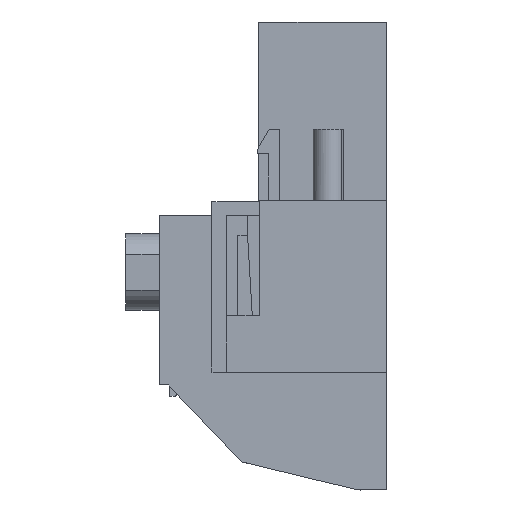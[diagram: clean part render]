
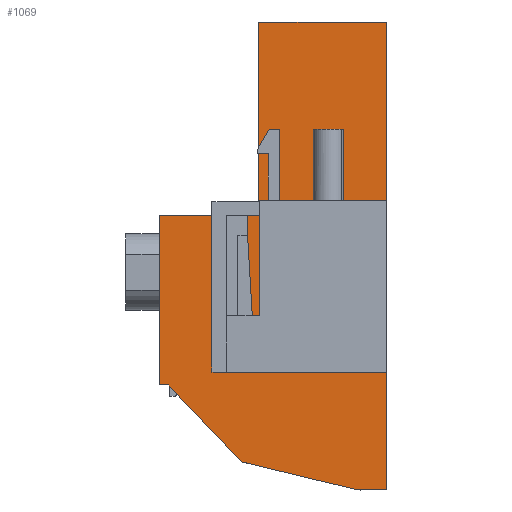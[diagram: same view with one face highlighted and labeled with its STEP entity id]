
A CAD part, left-side view. The second image highlights one B-rep face of the part: STEP entity #1069.
In plain terms, the highlighted planar face has unit normal (-1, 0, 0).
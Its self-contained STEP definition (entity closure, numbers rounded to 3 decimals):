
#993=AXIS2_PLACEMENT_3D('Plane Axis2P3D',#990,#991,#992) ;
#180=CARTESIAN_POINT('Vertex',(7.62,0.,0.)) ;
#183=CARTESIAN_POINT('Line Origine',(7.62,1.25,0.)) ;
#187=CARTESIAN_POINT('Vertex',(7.62,2.5,0.)) ;
#380=CARTESIAN_POINT('Line Origine',(7.62,7.675,1.25)) ;
#384=CARTESIAN_POINT('Vertex',(7.62,12.85,2.5)) ;
#568=CARTESIAN_POINT('Vertex',(7.62,0.,41.45)) ;
#571=CARTESIAN_POINT('Line Origine',(7.62,0.,33.55)) ;
#575=CARTESIAN_POINT('Vertex',(7.62,0.,25.65)) ;
#582=CARTESIAN_POINT('Vertex',(7.62,0.,12.13)) ;
#585=CARTESIAN_POINT('Line Origine',(7.62,0.,6.065)) ;
#990=CARTESIAN_POINT('Axis2P3D Location',(7.62,0.,41.45)) ;
#995=CARTESIAN_POINT('Line Origine',(7.62,5.625,12.13)) ;
#999=CARTESIAN_POINT('Vertex',(7.62,11.25,12.13)) ;
#1002=CARTESIAN_POINT('Line Origine',(7.62,11.25,18.89)) ;
#1006=CARTESIAN_POINT('Vertex',(7.62,11.25,25.65)) ;
#1009=CARTESIAN_POINT('Line Origine',(7.62,5.625,25.65)) ;
#1014=CARTESIAN_POINT('Line Origine',(7.62,5.65,41.45)) ;
#1018=CARTESIAN_POINT('Vertex',(7.62,11.3,41.45)) ;
#1021=CARTESIAN_POINT('Line Origine',(7.62,11.3,32.875)) ;
#1025=CARTESIAN_POINT('Vertex',(7.62,11.3,24.3)) ;
#1028=CARTESIAN_POINT('Line Origine',(7.62,15.7,24.3)) ;
#1032=CARTESIAN_POINT('Vertex',(7.62,20.1,24.3)) ;
#1035=CARTESIAN_POINT('Line Origine',(7.62,20.1,16.8)) ;
#1039=CARTESIAN_POINT('Vertex',(7.62,20.1,9.3)) ;
#1042=CARTESIAN_POINT('Line Origine',(7.62,19.7,9.3)) ;
#1046=CARTESIAN_POINT('Vertex',(7.62,19.3,9.3)) ;
#1049=CARTESIAN_POINT('Line Origine',(7.62,16.075,5.9)) ;
#184=DIRECTION('Vector Direction',(0.,-1.,0.)) ;
#381=DIRECTION('Vector Direction',(0.,-0.972,-0.235)) ;
#572=DIRECTION('Vector Direction',(0.,0.,-1.)) ;
#586=DIRECTION('Vector Direction',(0.,0.,-1.)) ;
#991=DIRECTION('Axis2P3D Direction',(1.,0.,0.)) ;
#992=DIRECTION('Axis2P3D XDirection',(0.,0.,-1.)) ;
#996=DIRECTION('Vector Direction',(0.,-1.,0.)) ;
#1003=DIRECTION('Vector Direction',(0.,0.,-1.)) ;
#1010=DIRECTION('Vector Direction',(0.,1.,0.)) ;
#1015=DIRECTION('Vector Direction',(0.,-1.,0.)) ;
#1022=DIRECTION('Vector Direction',(0.,0.,-1.)) ;
#1029=DIRECTION('Vector Direction',(0.,-1.,0.)) ;
#1036=DIRECTION('Vector Direction',(0.,0.,-1.)) ;
#1043=DIRECTION('Vector Direction',(0.,-1.,0.)) ;
#1050=DIRECTION('Vector Direction',(0.,-0.688,-0.726)) ;
#185=VECTOR('Line Direction',#184,1.) ;
#382=VECTOR('Line Direction',#381,1.) ;
#573=VECTOR('Line Direction',#572,1.) ;
#587=VECTOR('Line Direction',#586,1.) ;
#997=VECTOR('Line Direction',#996,1.) ;
#1004=VECTOR('Line Direction',#1003,1.) ;
#1011=VECTOR('Line Direction',#1010,1.) ;
#1016=VECTOR('Line Direction',#1015,1.) ;
#1023=VECTOR('Line Direction',#1022,1.) ;
#1030=VECTOR('Line Direction',#1029,1.) ;
#1037=VECTOR('Line Direction',#1036,1.) ;
#1044=VECTOR('Line Direction',#1043,1.) ;
#1051=VECTOR('Line Direction',#1050,1.) ;
#1055=ORIENTED_EDGE('',*,*,#1001,.F.) ;
#1056=ORIENTED_EDGE('',*,*,#1008,.F.) ;
#1057=ORIENTED_EDGE('',*,*,#1013,.F.) ;
#1058=ORIENTED_EDGE('',*,*,#577,.F.) ;
#1059=ORIENTED_EDGE('',*,*,#1020,.F.) ;
#1060=ORIENTED_EDGE('',*,*,#1027,.T.) ;
#1061=ORIENTED_EDGE('',*,*,#1034,.F.) ;
#1062=ORIENTED_EDGE('',*,*,#1041,.F.) ;
#1063=ORIENTED_EDGE('',*,*,#1048,.F.) ;
#1064=ORIENTED_EDGE('',*,*,#1053,.F.) ;
#1065=ORIENTED_EDGE('',*,*,#386,.F.) ;
#1066=ORIENTED_EDGE('',*,*,#189,.F.) ;
#1067=ORIENTED_EDGE('',*,*,#589,.F.) ;
#1069=ADVANCED_FACE('HOUSING',(#1068),#994,.F.) ;
#189=EDGE_CURVE('',#181,#188,#186,.F.) ;
#386=EDGE_CURVE('',#188,#385,#383,.F.) ;
#577=EDGE_CURVE('',#569,#576,#574,.T.) ;
#589=EDGE_CURVE('',#583,#181,#588,.T.) ;
#1001=EDGE_CURVE('',#1000,#583,#998,.T.) ;
#1008=EDGE_CURVE('',#1007,#1000,#1005,.T.) ;
#1013=EDGE_CURVE('',#576,#1007,#1012,.T.) ;
#1020=EDGE_CURVE('',#1019,#569,#1017,.T.) ;
#1027=EDGE_CURVE('',#1019,#1026,#1024,.T.) ;
#1034=EDGE_CURVE('',#1033,#1026,#1031,.T.) ;
#1041=EDGE_CURVE('',#1040,#1033,#1038,.F.) ;
#1048=EDGE_CURVE('',#1047,#1040,#1045,.F.) ;
#1053=EDGE_CURVE('',#385,#1047,#1052,.F.) ;
#1054=EDGE_LOOP('',(#1055,#1056,#1057,#1058,#1059,#1060,#1061,#1062,#1063,#1064,#1065,#1066,#1067)) ;
#1068=FACE_OUTER_BOUND('',#1054,.T.) ;
#186=LINE('Line',#183,#185) ;
#383=LINE('Line',#380,#382) ;
#574=LINE('Line',#571,#573) ;
#588=LINE('Line',#585,#587) ;
#998=LINE('Line',#995,#997) ;
#1005=LINE('Line',#1002,#1004) ;
#1012=LINE('Line',#1009,#1011) ;
#1017=LINE('Line',#1014,#1016) ;
#1024=LINE('Line',#1021,#1023) ;
#1031=LINE('Line',#1028,#1030) ;
#1038=LINE('Line',#1035,#1037) ;
#1045=LINE('Line',#1042,#1044) ;
#1052=LINE('Line',#1049,#1051) ;
#994=PLANE('',#993) ;
#181=VERTEX_POINT('',#180) ;
#188=VERTEX_POINT('',#187) ;
#385=VERTEX_POINT('',#384) ;
#569=VERTEX_POINT('',#568) ;
#576=VERTEX_POINT('',#575) ;
#583=VERTEX_POINT('',#582) ;
#1000=VERTEX_POINT('',#999) ;
#1007=VERTEX_POINT('',#1006) ;
#1019=VERTEX_POINT('',#1018) ;
#1026=VERTEX_POINT('',#1025) ;
#1033=VERTEX_POINT('',#1032) ;
#1040=VERTEX_POINT('',#1039) ;
#1047=VERTEX_POINT('',#1046) ;
